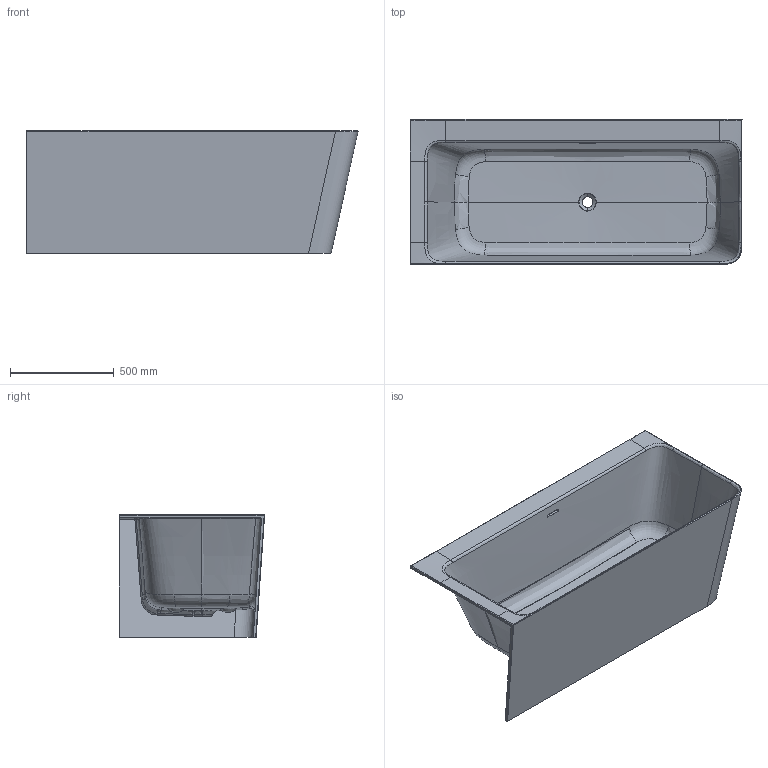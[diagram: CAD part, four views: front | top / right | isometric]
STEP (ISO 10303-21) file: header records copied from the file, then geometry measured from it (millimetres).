
FILE_DESCRIPTION(/* description */ (''),/* implementation_level */ '2;1');
FILE_NAME(/* name */ 'STEP - A248691000_9512578',/* time_stamp */ '2025-03-19T14:14:25+11:00',/* author */ (''),/* organization */ (''),/* preprocessor_version */ 'ST-DEVELOPER v16.5',/* originating_system */ 'Rhino 7.37',/* authorisation */ '');
FILE_SCHEMA (('AUTOMOTIVE_DESIGN'));
Length unit declared in the file: millimetre
Products named in the file (1): Document
Bounding box: 1600 x 700 x 590.44 mm (x, y, z)
Volume: 47155277.8 mm3; surface area: 5990747.1 mm2
Topology: 1 solids, 1 shells, 245 faces, 645 edges, 396 vertices
Faces by surface type: bspline 192, cylinder 33, plane 20
Entity records: 73926 total; most frequent: CARTESIAN_POINT 70077, ORIENTED_EDGE 1282, EDGE_CURVE 641, B_SPLINE_CURVE_WITH_KNOTS 524, VERTEX_POINT 396, EDGE_LOOP 247, ADVANCED_FACE 245, FACE_OUTER_BOUND 245
